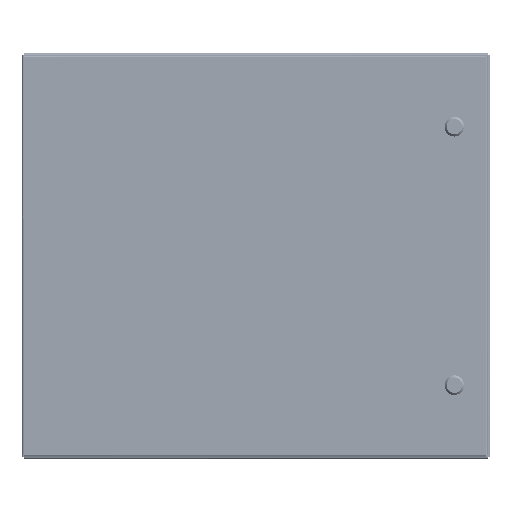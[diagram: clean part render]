
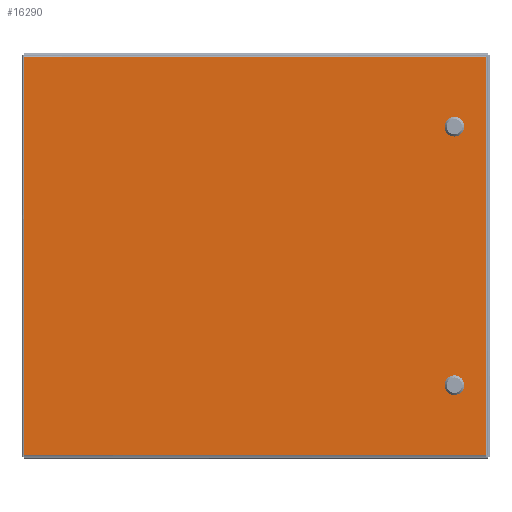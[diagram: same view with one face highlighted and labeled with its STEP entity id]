
A CAD part, top view. The second image highlights one B-rep face of the part: STEP entity #16290.
In plain terms, the highlighted planar face has unit normal (0, 0, 1).
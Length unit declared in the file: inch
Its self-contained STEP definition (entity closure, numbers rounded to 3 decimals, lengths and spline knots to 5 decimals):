
#900=PLANE('',#17589);
#1660=LINE('',#31161,#2852);
#1664=LINE('',#31173,#2856);
#1668=LINE('',#31185,#2860);
#1672=LINE('',#31195,#2864);
#1706=LINE('',#31273,#2898);
#1714=LINE('',#31359,#2906);
#1729=LINE('',#31459,#2921);
#1744=LINE('',#31558,#2936);
#1757=LINE('',#31649,#2949);
#1758=LINE('',#31653,#2950);
#1759=LINE('',#31657,#2951);
#1760=LINE('',#31660,#2952);
#2852=VECTOR('',#20464,0.42712);
#2856=VECTOR('',#20476,0.42712);
#2860=VECTOR('',#20488,0.42712);
#2864=VECTOR('',#20500,0.42712);
#2898=VECTOR('',#20558,22.2895);
#2906=VECTOR('',#20574,25.9145);
#2921=VECTOR('',#20603,25.9145);
#2936=VECTOR('',#20632,22.2895);
#2949=VECTOR('',#20661,0.42712);
#2950=VECTOR('',#20664,0.42712);
#2951=VECTOR('',#20667,0.42712);
#2952=VECTOR('',#20670,0.42712);
#3770=FACE_BOUND('',#5552,.T.);
#3771=FACE_BOUND('',#5553,.T.);
#4357=FACE_OUTER_BOUND('',#5551,.T.);
#5551=EDGE_LOOP('',(#12525,#12526,#12527,#12528));
#5552=EDGE_LOOP('',(#12529,#12530,#12531,#12532,#12533,#12534,#12535,#12536));
#5553=EDGE_LOOP('',(#12537,#12538,#12539,#12540,#12541,#12542,#12543,#12544));
#6405=CIRCLE('',#17539,0.453);
#6407=CIRCLE('',#17543,0.453);
#6409=CIRCLE('',#17547,0.453);
#6411=CIRCLE('',#17551,0.453);
#6412=CIRCLE('',#17590,0.453);
#6413=CIRCLE('',#17591,0.453);
#6414=CIRCLE('',#17592,0.453);
#6415=CIRCLE('',#17593,0.453);
#7422=VERTEX_POINT('',#31152);
#7423=VERTEX_POINT('',#31154);
#7425=VERTEX_POINT('',#31160);
#7427=VERTEX_POINT('',#31166);
#7429=VERTEX_POINT('',#31172);
#7431=VERTEX_POINT('',#31178);
#7433=VERTEX_POINT('',#31184);
#7435=VERTEX_POINT('',#31190);
#7459=VERTEX_POINT('',#31264);
#7460=VERTEX_POINT('',#31272);
#7466=VERTEX_POINT('',#31351);
#7476=VERTEX_POINT('',#31458);
#7492=VERTEX_POINT('',#31645);
#7493=VERTEX_POINT('',#31646);
#7494=VERTEX_POINT('',#31648);
#7495=VERTEX_POINT('',#31650);
#7496=VERTEX_POINT('',#31652);
#7497=VERTEX_POINT('',#31654);
#7498=VERTEX_POINT('',#31656);
#7499=VERTEX_POINT('',#31658);
#9163=EDGE_CURVE('',#7423,#7422,#6405,.T.);
#9166=EDGE_CURVE('',#7425,#7423,#1660,.T.);
#9169=EDGE_CURVE('',#7427,#7425,#6407,.T.);
#9172=EDGE_CURVE('',#7429,#7427,#1664,.T.);
#9175=EDGE_CURVE('',#7431,#7429,#6409,.T.);
#9178=EDGE_CURVE('',#7433,#7431,#1668,.T.);
#9181=EDGE_CURVE('',#7435,#7433,#6411,.T.);
#9184=EDGE_CURVE('',#7422,#7435,#1672,.T.);
#9219=EDGE_CURVE('',#7460,#7459,#1706,.T.);
#9231=EDGE_CURVE('',#7459,#7466,#1714,.T.);
#9250=EDGE_CURVE('',#7476,#7460,#1729,.T.);
#9269=EDGE_CURVE('',#7466,#7476,#1744,.T.);
#9285=EDGE_CURVE('',#7492,#7493,#6412,.T.);
#9286=EDGE_CURVE('',#7493,#7494,#1757,.T.);
#9287=EDGE_CURVE('',#7494,#7495,#6413,.T.);
#9288=EDGE_CURVE('',#7495,#7496,#1758,.T.);
#9289=EDGE_CURVE('',#7496,#7497,#6414,.T.);
#9290=EDGE_CURVE('',#7497,#7498,#1759,.T.);
#9291=EDGE_CURVE('',#7498,#7499,#6415,.T.);
#9292=EDGE_CURVE('',#7499,#7492,#1760,.T.);
#12525=ORIENTED_EDGE('',*,*,#9219,.T.);
#12526=ORIENTED_EDGE('',*,*,#9231,.T.);
#12527=ORIENTED_EDGE('',*,*,#9269,.T.);
#12528=ORIENTED_EDGE('',*,*,#9250,.T.);
#12529=ORIENTED_EDGE('',*,*,#9163,.T.);
#12530=ORIENTED_EDGE('',*,*,#9184,.T.);
#12531=ORIENTED_EDGE('',*,*,#9181,.T.);
#12532=ORIENTED_EDGE('',*,*,#9178,.T.);
#12533=ORIENTED_EDGE('',*,*,#9175,.T.);
#12534=ORIENTED_EDGE('',*,*,#9172,.T.);
#12535=ORIENTED_EDGE('',*,*,#9169,.T.);
#12536=ORIENTED_EDGE('',*,*,#9166,.T.);
#12537=ORIENTED_EDGE('',*,*,#9285,.T.);
#12538=ORIENTED_EDGE('',*,*,#9286,.T.);
#12539=ORIENTED_EDGE('',*,*,#9287,.T.);
#12540=ORIENTED_EDGE('',*,*,#9288,.T.);
#12541=ORIENTED_EDGE('',*,*,#9289,.T.);
#12542=ORIENTED_EDGE('',*,*,#9290,.T.);
#12543=ORIENTED_EDGE('',*,*,#9291,.T.);
#12544=ORIENTED_EDGE('',*,*,#9292,.T.);
#16290=ADVANCED_FACE('',(#4357,#3770,#3771),#900,.T.);
#17539=AXIS2_PLACEMENT_3D('',#31155,#20458,#20459);
#17543=AXIS2_PLACEMENT_3D('',#31167,#20470,#20471);
#17547=AXIS2_PLACEMENT_3D('',#31179,#20482,#20483);
#17551=AXIS2_PLACEMENT_3D('',#31191,#20494,#20495);
#17589=AXIS2_PLACEMENT_3D('',#31644,#20657,#20658);
#17590=AXIS2_PLACEMENT_3D('',#31647,#20659,#20660);
#17591=AXIS2_PLACEMENT_3D('',#31651,#20662,#20663);
#17592=AXIS2_PLACEMENT_3D('',#31655,#20665,#20666);
#17593=AXIS2_PLACEMENT_3D('',#31659,#20668,#20669);
#20458=DIRECTION('center_axis',(0.,0.,-1.));
#20459=DIRECTION('ref_axis',(0.882,0.471,0.));
#20464=DIRECTION('',(1.,0.,0.));
#20470=DIRECTION('center_axis',(0.,0.,-1.));
#20471=DIRECTION('ref_axis',(-0.471,0.882,0.));
#20476=DIRECTION('',(0.,1.,0.));
#20482=DIRECTION('center_axis',(0.,0.,-1.));
#20483=DIRECTION('ref_axis',(-0.882,-0.471,0.));
#20488=DIRECTION('',(-1.,0.,0.));
#20494=DIRECTION('center_axis',(0.,0.,-1.));
#20495=DIRECTION('ref_axis',(0.471,-0.882,0.));
#20500=DIRECTION('',(0.,-1.,0.));
#20558=DIRECTION('',(0.,-1.,0.));
#20574=DIRECTION('',(1.,0.,0.));
#20603=DIRECTION('',(-1.,0.,0.));
#20632=DIRECTION('',(0.,1.,0.));
#20657=DIRECTION('center_axis',(0.,0.,1.));
#20658=DIRECTION('ref_axis',(1.,0.,0.));
#20659=DIRECTION('center_axis',(0.,0.,-1.));
#20660=DIRECTION('ref_axis',(0.882,0.471,0.));
#20661=DIRECTION('',(0.,-1.,0.));
#20662=DIRECTION('center_axis',(0.,0.,-1.));
#20663=DIRECTION('ref_axis',(0.471,-0.882,0.));
#20664=DIRECTION('',(-1.,0.,0.));
#20665=DIRECTION('center_axis',(0.,0.,-1.));
#20666=DIRECTION('ref_axis',(-0.882,-0.471,0.));
#20667=DIRECTION('',(0.,1.,0.));
#20668=DIRECTION('center_axis',(0.,0.,-1.));
#20669=DIRECTION('ref_axis',(-0.471,0.882,0.));
#20670=DIRECTION('',(1.,0.,0.));
#31152=CARTESIAN_POINT('',(24.64948,-3.78644,0.074));
#31154=CARTESIAN_POINT('',(24.4636,-3.6005,0.074));
#31155=CARTESIAN_POINT('Origin',(24.24995,-3.99995,0.074));
#31160=CARTESIAN_POINT('',(24.03648,-3.6005,0.074));
#31161=CARTESIAN_POINT('',(18.76305,-3.6005,0.074));
#31166=CARTESIAN_POINT('',(23.85048,-3.78644,0.074));
#31167=CARTESIAN_POINT('Origin',(24.24995,-4.00005,0.074));
#31172=CARTESIAN_POINT('',(23.85048,-4.21356,0.074));
#31173=CARTESIAN_POINT('',(23.85048,-7.51822,0.074));
#31178=CARTESIAN_POINT('',(24.03641,-4.3995,0.074));
#31179=CARTESIAN_POINT('Origin',(24.24998,-4.,0.074));
#31184=CARTESIAN_POINT('',(24.46354,-4.3995,0.074));
#31185=CARTESIAN_POINT('',(18.54946,-4.3995,0.074));
#31190=CARTESIAN_POINT('',(24.64948,-4.21356,0.074));
#31191=CARTESIAN_POINT('Origin',(24.24998,-4.,0.074));
#31195=CARTESIAN_POINT('',(24.64948,-7.73178,0.074));
#31264=CARTESIAN_POINT('',(0.10525,-22.39475,0.074));
#31272=CARTESIAN_POINT('',(0.10525,-0.10525,0.074));
#31273=CARTESIAN_POINT('',(0.10525,-5.67763,0.074));
#31351=CARTESIAN_POINT('',(26.01975,-22.39475,0.074));
#31359=CARTESIAN_POINT('',(6.58388,-22.39475,0.074));
#31458=CARTESIAN_POINT('',(26.01975,-0.10525,0.074));
#31459=CARTESIAN_POINT('',(19.54113,-0.10525,0.074));
#31558=CARTESIAN_POINT('',(26.01975,-16.82238,0.074));
#31644=CARTESIAN_POINT('Origin',(13.0625,-11.25,0.074));
#31645=CARTESIAN_POINT('',(24.46362,-18.1005,0.074));
#31646=CARTESIAN_POINT('',(24.6495,-18.28644,0.074));
#31647=CARTESIAN_POINT('Origin',(24.24998,-18.49995,0.074));
#31648=CARTESIAN_POINT('',(24.6495,-18.71356,0.074));
#31649=CARTESIAN_POINT('',(24.6495,-14.98178,0.074));
#31650=CARTESIAN_POINT('',(24.46356,-18.8995,0.074));
#31651=CARTESIAN_POINT('Origin',(24.25,-18.5,0.074));
#31652=CARTESIAN_POINT('',(24.03644,-18.8995,0.074));
#31653=CARTESIAN_POINT('',(18.54947,-18.8995,0.074));
#31654=CARTESIAN_POINT('',(23.8505,-18.71356,0.074));
#31655=CARTESIAN_POINT('Origin',(24.25,-18.5,0.074));
#31656=CARTESIAN_POINT('',(23.8505,-18.28644,0.074));
#31657=CARTESIAN_POINT('',(23.8505,-14.76822,0.074));
#31658=CARTESIAN_POINT('',(24.0365,-18.1005,0.074));
#31659=CARTESIAN_POINT('Origin',(24.24998,-18.50005,0.074));
#31660=CARTESIAN_POINT('',(18.76306,-18.1005,0.074));
